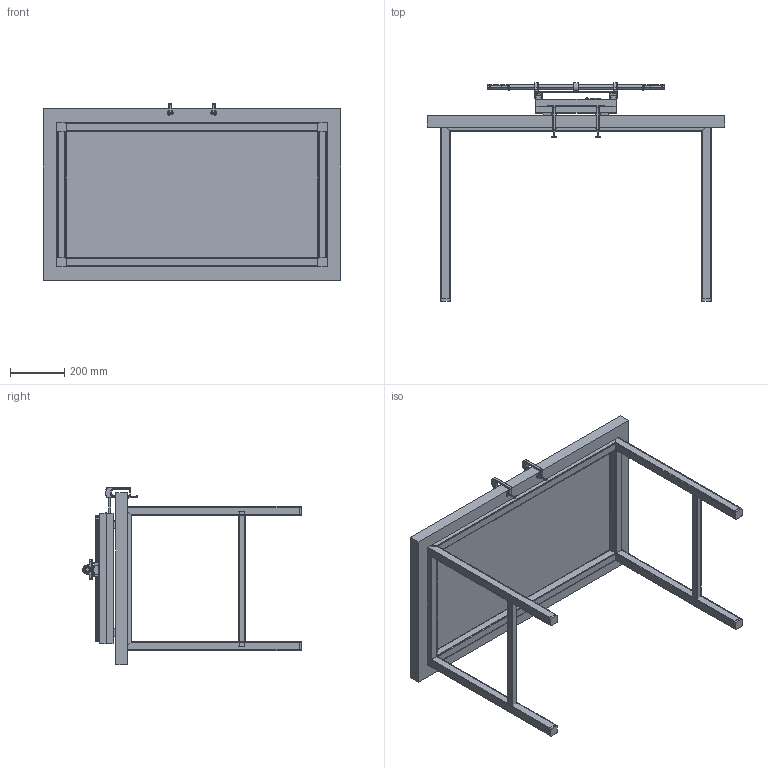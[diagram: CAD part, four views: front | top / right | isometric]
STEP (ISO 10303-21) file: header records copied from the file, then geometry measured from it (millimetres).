
FILE_DESCRIPTION(('FreeCAD Model'),'2;1');
FILE_NAME('Open CASCADE Shape Model','2025-04-29T14:02:25',('FreeCAD'),( 'FreeCAD'),'Open CASCADE STEP processor 7.6','FreeCAD','Unknown');
FILE_SCHEMA(('AUTOMOTIVE_DESIGN { 1 0 10303 214 1 1 1 1 }'));
Products named in the file (1): Open CASCADE STEP translator 7.6 1
Bounding box: 1098.46 x 806.91 x 653.12 mm (x, y, z)
Volume: 29206293.3 mm3; surface area: 4068665 mm2
Topology: 38 solids, 41 shells, 2617 faces, 6901 edges, 4498 vertices
Faces by surface type: bspline 2617
Entity records: 178121 total; most frequent: CARTESIAN_POINT 137945, ORIENTED_EDGE 13754, EDGE_CURVE 6877, B_SPLINE_CURVE_WITH_KNOTS 4897, VERTEX_POINT 4494, FACE_BOUND 2909, EDGE_LOOP 2909, ADVANCED_FACE 2615
